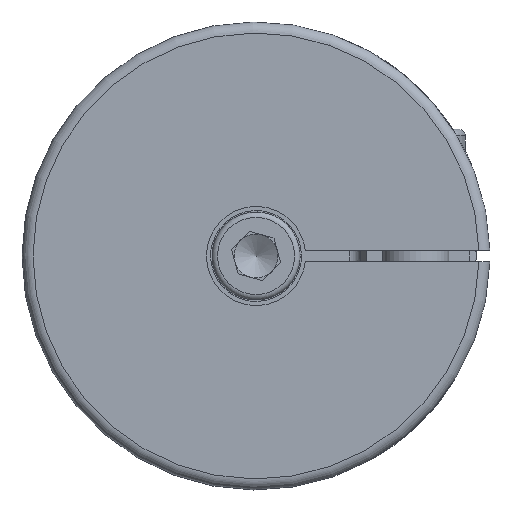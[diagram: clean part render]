
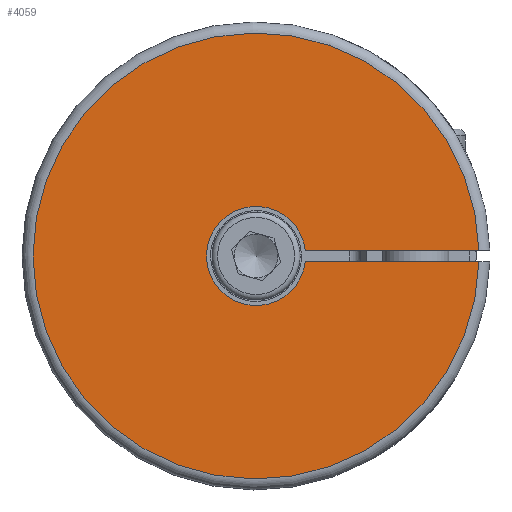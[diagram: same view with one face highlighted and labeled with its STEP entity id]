
A CAD part, left-side view. The second image highlights one B-rep face of the part: STEP entity #4059.
In plain terms, the highlighted planar face has unit normal (-1, 0, 0).
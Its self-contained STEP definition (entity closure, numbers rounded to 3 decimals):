
#298=LINE('',#6368,#474);
#301=LINE('',#6373,#477);
#474=VECTOR('',#4957,1000.);
#477=VECTOR('',#4962,1000.);
#983=ORIENTED_EDGE('',*,*,#2074,.T.);
#984=ORIENTED_EDGE('',*,*,#2018,.T.);
#985=ORIENTED_EDGE('',*,*,#2071,.T.);
#986=ORIENTED_EDGE('',*,*,#2147,.F.);
#2018=EDGE_CURVE('',#2644,#2646,#3043,.T.);
#2071=EDGE_CURVE('',#2646,#2673,#298,.T.);
#2074=EDGE_CURVE('',#2675,#2644,#301,.T.);
#2147=EDGE_CURVE('',#2675,#2673,#3092,.T.);
#2644=VERTEX_POINT('',#6164);
#2646=VERTEX_POINT('',#6172);
#2673=VERTEX_POINT('',#6367);
#2675=VERTEX_POINT('',#6374);
#3043=CIRCLE('',#4288,40.5);
#3092=CIRCLE('',#4379,9.);
#3370=EDGE_LOOP('',(#983,#984,#985,#986));
#3683=FACE_BOUND('',#3370,.T.);
#3947=PLANE('',#4378);
#4059=ADVANCED_FACE('',(#3683),#3947,.T.);
#4288=AXIS2_PLACEMENT_3D('',#6173,#4854,#4855);
#4378=AXIS2_PLACEMENT_3D('',#6618,#5070,#5071);
#4379=AXIS2_PLACEMENT_3D('',#6619,#5072,#5073);
#4854=DIRECTION('',(-1.,0.,0.));
#4855=DIRECTION('',(0.,0.,1.));
#4957=DIRECTION('',(0.,1.,0.));
#4962=DIRECTION('',(0.,-1.,0.));
#5070=DIRECTION('',(-1.,0.,0.));
#5071=DIRECTION('',(0.,0.,1.));
#5072=DIRECTION('',(-1.,0.,0.));
#5073=DIRECTION('',(0.,0.,1.));
#6164=CARTESIAN_POINT('',(0.,-40.488,1.));
#6172=CARTESIAN_POINT('',(0.,-40.488,-1.));
#6173=CARTESIAN_POINT('',(0.,0.,0.));
#6367=CARTESIAN_POINT('',(0.,-8.944,-1.));
#6368=CARTESIAN_POINT('',(0.,-42.488,-1.));
#6373=CARTESIAN_POINT('',(0.,-8.944,1.));
#6374=CARTESIAN_POINT('',(0.,-8.944,1.));
#6618=CARTESIAN_POINT('',(0.,0.,9.));
#6619=CARTESIAN_POINT('',(0.,0.,0.));
